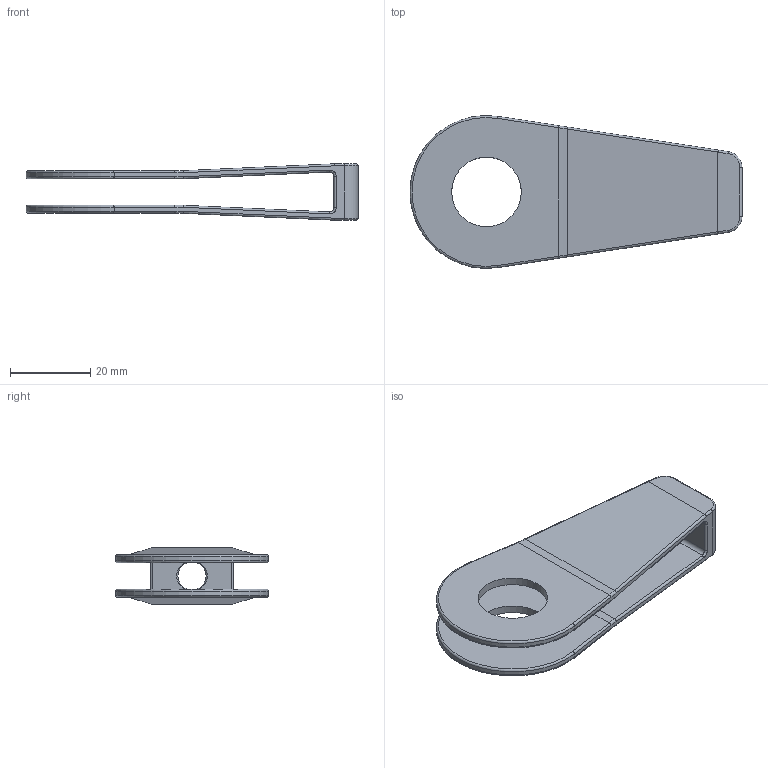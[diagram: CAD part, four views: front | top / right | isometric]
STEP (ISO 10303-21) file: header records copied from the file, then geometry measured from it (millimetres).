
FILE_DESCRIPTION(/* description */ (''),/* implementation_level */ '2;1');
FILE_NAME(/* name */ 'Morini 500 Kettenspanner.stp',/* time_stamp */ '2020-03-31T15:13:54+02:00',/* author */ ('mfr'),/* organization */ (''),/* preprocessor_version */ 'ST-DEVELOPER v16.5',/* originating_system */ 'Autodesk Inventor 2017',/* authorisation */ '');
FILE_SCHEMA (('AUTOMOTIVE_DESIGN { 1 0 10303 214 3 1 1 }'));
Length unit declared in the file: millimetre
Products named in the file (1): Morini 500 Kettenspanner
Bounding box: 82.5 x 37.99 x 14 mm (x, y, z)
Volume: 9484.5 mm3; surface area: 9768.7 mm2
Topology: 1 solids, 1 shells, 73 faces, 168 edges, 97 vertices
Faces by surface type: cylinder 37, plane 14, bspline 12, torus 8, cone 2
Full cylindrical faces by diameter (mm): 7 x1, 17.3 x2
Entity records: 2318 total; most frequent: CARTESIAN_POINT 636, DIRECTION 370, ORIENTED_EDGE 324, EDGE_CURVE 162, AXIS2_PLACEMENT_3D 150, VERTEX_POINT 96, EDGE_LOOP 84, FACE_OUTER_BOUND 73
